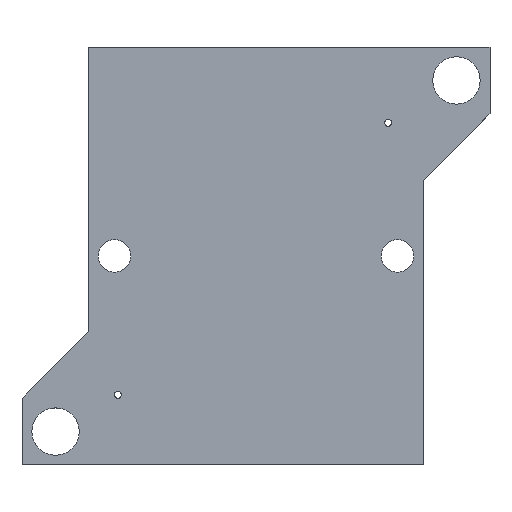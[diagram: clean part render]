
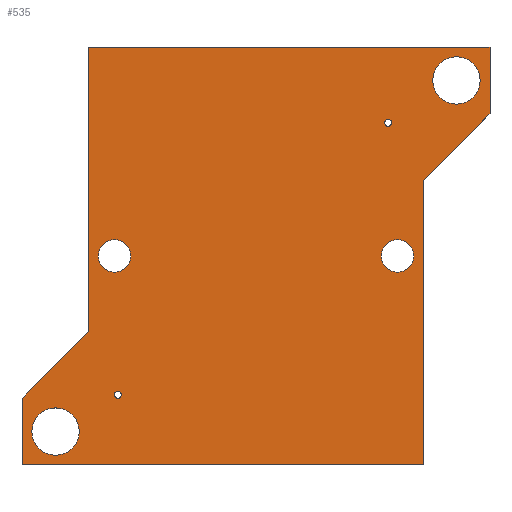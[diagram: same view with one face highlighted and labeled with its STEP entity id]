
A CAD part, top view. The second image highlights one B-rep face of the part: STEP entity #535.
In plain terms, the highlighted planar face has unit normal (0, 0, 1).
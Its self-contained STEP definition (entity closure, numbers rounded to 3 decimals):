
#94 = VERTEX_POINT('',#95);
#95 = CARTESIAN_POINT('',(144.746,-90.555,0.));
#112 = VERTEX_POINT('',#113);
#113 = CARTESIAN_POINT('',(144.746,-106.747,0.));
#119 = EDGE_CURVE('',#94,#112,#120,.T.);
#120 = LINE('',#121,#122);
#121 = CARTESIAN_POINT('',(144.746,-90.555,0.));
#122 = VECTOR('',#123,1.);
#123 = DIRECTION('',(0.,-1.,0.));
#143 = VERTEX_POINT('',#144);
#144 = CARTESIAN_POINT('',(148.556,-86.745,0.));
#150 = EDGE_CURVE('',#94,#143,#151,.T.);
#151 = LINE('',#152,#153);
#152 = CARTESIAN_POINT('',(144.746,-90.555,0.));
#153 = VECTOR('',#154,1.);
#154 = DIRECTION('',(0.707,0.707,0.));
#174 = VERTEX_POINT('',#175);
#175 = CARTESIAN_POINT('',(121.886,-106.747,0.));
#181 = EDGE_CURVE('',#112,#174,#182,.T.);
#182 = LINE('',#183,#184);
#183 = CARTESIAN_POINT('',(144.746,-106.747,0.));
#184 = VECTOR('',#185,1.);
#185 = DIRECTION('',(-1.,0.,0.));
#196 = VERTEX_POINT('',#197);
#197 = CARTESIAN_POINT('',(148.556,-82.935,0.));
#212 = EDGE_CURVE('',#196,#143,#213,.T.);
#213 = LINE('',#214,#215);
#214 = CARTESIAN_POINT('',(148.556,-82.935,0.));
#215 = VECTOR('',#216,1.);
#216 = DIRECTION('',(0.,-1.,0.));
#236 = VERTEX_POINT('',#237);
#237 = CARTESIAN_POINT('',(121.886,-102.937,0.));
#243 = EDGE_CURVE('',#174,#236,#244,.T.);
#244 = LINE('',#245,#246);
#245 = CARTESIAN_POINT('',(121.886,-106.747,0.));
#246 = VECTOR('',#247,1.);
#247 = DIRECTION('',(0.,1.,0.));
#258 = VERTEX_POINT('',#259);
#259 = CARTESIAN_POINT('',(125.696,-82.935,0.));
#274 = EDGE_CURVE('',#258,#196,#275,.T.);
#275 = LINE('',#276,#277);
#276 = CARTESIAN_POINT('',(125.696,-82.935,0.));
#277 = VECTOR('',#278,1.);
#278 = DIRECTION('',(1.,0.,0.));
#289 = VERTEX_POINT('',#290);
#290 = CARTESIAN_POINT('',(125.696,-99.127,0.));
#305 = EDGE_CURVE('',#289,#236,#306,.T.);
#306 = LINE('',#307,#308);
#307 = CARTESIAN_POINT('',(125.696,-99.127,0.));
#308 = VECTOR('',#309,1.);
#309 = DIRECTION('',(-0.707,-0.707,0.));
#327 = EDGE_CURVE('',#289,#258,#328,.T.);
#328 = LINE('',#329,#330);
#329 = CARTESIAN_POINT('',(125.696,-99.127,0.));
#330 = VECTOR('',#331,1.);
#331 = DIRECTION('',(0.,1.,0.));
#342 = VERTEX_POINT('',#343);
#343 = CARTESIAN_POINT('',(144.211,-94.837,0.));
#359 = EDGE_CURVE('',#342,#342,#360,.T.);
#360 = CIRCLE('',#361,0.925);
#361 = AXIS2_PLACEMENT_3D('',#362,#363,#364);
#362 = CARTESIAN_POINT('',(143.286,-94.837,0.));
#363 = DIRECTION('',(0.,0.,1.));
#364 = DIRECTION('',(1.,0.,-0.));
#375 = VERTEX_POINT('',#376);
#376 = CARTESIAN_POINT('',(142.946,-87.247,0.));
#392 = EDGE_CURVE('',#375,#375,#393,.T.);
#393 = CIRCLE('',#394,0.2);
#394 = AXIS2_PLACEMENT_3D('',#395,#396,#397);
#395 = CARTESIAN_POINT('',(142.746,-87.247,0.));
#396 = DIRECTION('',(0.,0.,1.));
#397 = DIRECTION('',(1.,0.,-0.));
#408 = VERTEX_POINT('',#409);
#409 = CARTESIAN_POINT('',(125.146,-104.847,0.));
#425 = EDGE_CURVE('',#408,#408,#426,.T.);
#426 = CIRCLE('',#427,1.35);
#427 = AXIS2_PLACEMENT_3D('',#428,#429,#430);
#428 = CARTESIAN_POINT('',(123.796,-104.847,0.));
#429 = DIRECTION('',(0.,0.,1.));
#430 = DIRECTION('',(1.,0.,-0.));
#441 = VERTEX_POINT('',#442);
#442 = CARTESIAN_POINT('',(127.546,-102.747,0.));
#458 = EDGE_CURVE('',#441,#441,#459,.T.);
#459 = CIRCLE('',#460,0.2);
#460 = AXIS2_PLACEMENT_3D('',#461,#462,#463);
#461 = CARTESIAN_POINT('',(127.346,-102.747,0.));
#462 = DIRECTION('',(0.,0.,1.));
#463 = DIRECTION('',(1.,0.,-0.));
#474 = VERTEX_POINT('',#475);
#475 = CARTESIAN_POINT('',(128.081,-94.837,0.));
#491 = EDGE_CURVE('',#474,#474,#492,.T.);
#492 = CIRCLE('',#493,0.925);
#493 = AXIS2_PLACEMENT_3D('',#494,#495,#496);
#494 = CARTESIAN_POINT('',(127.156,-94.837,0.));
#495 = DIRECTION('',(0.,0.,1.));
#496 = DIRECTION('',(1.,0.,-0.));
#507 = VERTEX_POINT('',#508);
#508 = CARTESIAN_POINT('',(147.996,-84.837,0.));
#524 = EDGE_CURVE('',#507,#507,#525,.T.);
#525 = CIRCLE('',#526,1.35);
#526 = AXIS2_PLACEMENT_3D('',#527,#528,#529);
#527 = CARTESIAN_POINT('',(146.646,-84.837,0.));
#528 = DIRECTION('',(0.,0.,1.));
#529 = DIRECTION('',(1.,0.,-0.));
#535 = ADVANCED_FACE('',(#536,#546,#549,#552,#555,#558,#561),#564,.T.);
#536 = FACE_BOUND('',#537,.T.);
#537 = EDGE_LOOP('',(#538,#539,#540,#541,#542,#543,#544,#545));
#538 = ORIENTED_EDGE('',*,*,#119,.F.);
#539 = ORIENTED_EDGE('',*,*,#150,.T.);
#540 = ORIENTED_EDGE('',*,*,#212,.F.);
#541 = ORIENTED_EDGE('',*,*,#274,.F.);
#542 = ORIENTED_EDGE('',*,*,#327,.F.);
#543 = ORIENTED_EDGE('',*,*,#305,.T.);
#544 = ORIENTED_EDGE('',*,*,#243,.F.);
#545 = ORIENTED_EDGE('',*,*,#181,.F.);
#546 = FACE_BOUND('',#547,.T.);
#547 = EDGE_LOOP('',(#548));
#548 = ORIENTED_EDGE('',*,*,#359,.F.);
#549 = FACE_BOUND('',#550,.T.);
#550 = EDGE_LOOP('',(#551));
#551 = ORIENTED_EDGE('',*,*,#392,.F.);
#552 = FACE_BOUND('',#553,.T.);
#553 = EDGE_LOOP('',(#554));
#554 = ORIENTED_EDGE('',*,*,#425,.F.);
#555 = FACE_BOUND('',#556,.T.);
#556 = EDGE_LOOP('',(#557));
#557 = ORIENTED_EDGE('',*,*,#458,.F.);
#558 = FACE_BOUND('',#559,.T.);
#559 = EDGE_LOOP('',(#560));
#560 = ORIENTED_EDGE('',*,*,#491,.F.);
#561 = FACE_BOUND('',#562,.T.);
#562 = EDGE_LOOP('',(#563));
#563 = ORIENTED_EDGE('',*,*,#524,.F.);
#564 = PLANE('',#565);
#565 = AXIS2_PLACEMENT_3D('',#566,#567,#568);
#566 = CARTESIAN_POINT('',(135.221,-94.841,0.));
#567 = DIRECTION('',(0.,0.,1.));
#568 = DIRECTION('',(1.,0.,0.));
